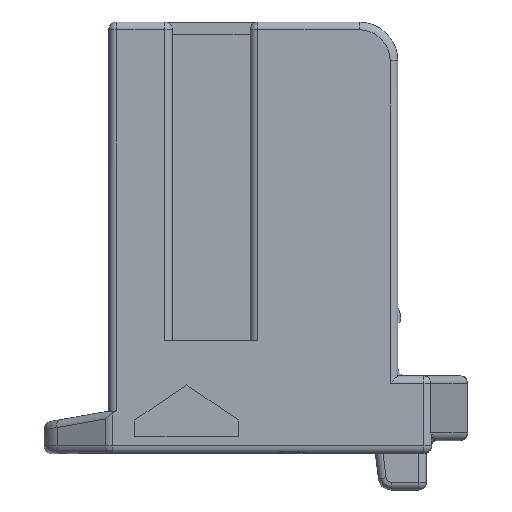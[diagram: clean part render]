
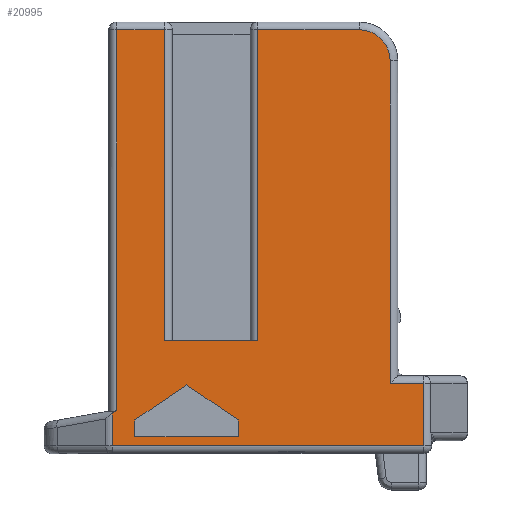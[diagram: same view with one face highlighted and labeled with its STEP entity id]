
A CAD part, left-side view. The second image highlights one B-rep face of the part: STEP entity #20995.
In plain terms, the highlighted planar face has unit normal (-1, 0, 0).
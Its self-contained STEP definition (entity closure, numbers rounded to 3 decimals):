
#3378=DIRECTION('',(0.,-1.,0.));
#3379=VECTOR('',#3378,1.3);
#3380=CARTESIAN_POINT('',(-2.2,-4.525,-13.95));
#3381=LINE('',#3380,#3379);
#3382=DIRECTION('',(0.,0.,-1.));
#3383=VECTOR('',#3382,2.4);
#3384=CARTESIAN_POINT('',(-2.2,-5.825,-13.95));
#3385=LINE('',#3384,#3383);
#3386=DIRECTION('',(0.,-1.,0.));
#3387=VECTOR('',#3386,12.016);
#3388=CARTESIAN_POINT('',(-2.2,6.191,-16.35));
#3389=LINE('',#3388,#3387);
#3390=DIRECTION('',(0.,0.,-1.));
#3391=VECTOR('',#3390,1.272);
#3392=CARTESIAN_POINT('',(-2.2,6.191,-15.078));
#3393=LINE('',#3392,#3391);
#3394=CARTESIAN_POINT('',(-2.2,6.025,-14.985));
#3395=CARTESIAN_POINT('',(-2.2,6.084,-15.01));
#3396=CARTESIAN_POINT('',(-2.2,6.14,-15.04));
#3397=CARTESIAN_POINT('',(-2.2,6.191,-15.078));
#3399=DIRECTION('',(0.,-1.,0.));
#3400=VECTOR('',#3399,1.85);
#3401=CARTESIAN_POINT('',(-2.2,6.025,-0.3));
#3402=LINE('',#3401,#3400);
#3403=DIRECTION('',(0.,0.,1.));
#3404=VECTOR('',#3403,12.);
#3405=CARTESIAN_POINT('',(-2.2,4.175,-12.3));
#3406=LINE('',#3405,#3404);
#3407=DIRECTION('',(0.,0.,-1.));
#3408=VECTOR('',#3407,12.);
#3409=CARTESIAN_POINT('',(-2.2,0.575,-0.3));
#3410=LINE('',#3409,#3408);
#3411=DIRECTION('',(0.,-1.,0.));
#3412=VECTOR('',#3411,3.9);
#3413=CARTESIAN_POINT('',(-2.2,0.575,-0.3));
#3414=LINE('',#3413,#3412);
#3415=CARTESIAN_POINT('',(-2.2,-3.325,-1.5));
#3416=DIRECTION('',(1.,0.,0.));
#3417=DIRECTION('',(0.,0.,1.));
#3418=AXIS2_PLACEMENT_3D('',#3415,#3416,#3417);
#3420=DIRECTION('',(0.,-1.,0.));
#3421=VECTOR('',#3420,4.);
#3422=CARTESIAN_POINT('',(-2.2,5.325,-16.));
#3423=LINE('',#3422,#3421);
#3424=DIRECTION('',(0.,0.,1.));
#3425=VECTOR('',#3424,0.65);
#3426=CARTESIAN_POINT('',(-2.2,1.325,-16.));
#3427=LINE('',#3426,#3425);
#3428=DIRECTION('',(0.,0.829,0.559));
#3429=VECTOR('',#3428,2.413);
#3430=CARTESIAN_POINT('',(-2.2,1.325,-15.35));
#3431=LINE('',#3430,#3429);
#3432=DIRECTION('',(0.,0.829,-0.559));
#3433=VECTOR('',#3432,2.413);
#3434=CARTESIAN_POINT('',(-2.2,3.325,-14.));
#3435=LINE('',#3434,#3433);
#3436=DIRECTION('',(0.,0.,-1.));
#3437=VECTOR('',#3436,0.65);
#3438=CARTESIAN_POINT('',(-2.2,5.325,-15.35));
#3439=LINE('',#3438,#3437);
#3445=CARTESIAN_POINT('',(-2.2,6.191,-15.078));
#3462=CARTESIAN_POINT('',(-2.2,6.025,-14.985));
#6816=DIRECTION('',(0.,1.,0.));
#6817=VECTOR('',#6816,3.6);
#6818=CARTESIAN_POINT('',(-2.2,0.575,-12.3));
#6819=LINE('',#6818,#6817);
#9098=DIRECTION('',(0.,0.,1.));
#9099=VECTOR('',#9098,12.45);
#9100=CARTESIAN_POINT('',(-2.2,-4.525,-13.95));
#9101=LINE('',#9100,#9099);
#9447=DIRECTION('',(0.,0.,-1.));
#9448=VECTOR('',#9447,14.685);
#9449=CARTESIAN_POINT('',(-2.2,6.025,-0.3));
#9450=LINE('',#9449,#9448);
#12864=CARTESIAN_POINT('',(-2.2,-3.325,-0.3));
#12865=CARTESIAN_POINT('',(-2.2,-4.525,-1.5));
#12866=VERTEX_POINT('',#12864);
#12867=VERTEX_POINT('',#12865);
#12904=CARTESIAN_POINT('',(-2.2,6.025,-0.3));
#12906=VERTEX_POINT('',#12904);
#12927=VERTEX_POINT('',#3462);
#12937=VERTEX_POINT('',#3445);
#12938=CARTESIAN_POINT('',(-2.2,6.191,-16.35));
#12939=VERTEX_POINT('',#12938);
#14550=CARTESIAN_POINT('',(-2.2,4.175,-0.3));
#14551=VERTEX_POINT('',#14550);
#14552=CARTESIAN_POINT('',(-2.2,4.175,-12.3));
#14553=VERTEX_POINT('',#14552);
#14560=CARTESIAN_POINT('',(-2.2,0.575,-0.3));
#14561=CARTESIAN_POINT('',(-2.2,0.575,-12.3));
#14562=VERTEX_POINT('',#14560);
#14563=VERTEX_POINT('',#14561);
#15360=CARTESIAN_POINT('',(-2.2,-5.825,-16.35));
#15361=VERTEX_POINT('',#15360);
#15717=CARTESIAN_POINT('',(-2.2,-5.825,-13.95));
#15718=VERTEX_POINT('',#15717);
#15721=CARTESIAN_POINT('',(-2.2,-4.525,-13.95));
#15722=VERTEX_POINT('',#15721);
#16008=CARTESIAN_POINT('',(-2.2,5.325,-16.));
#16009=CARTESIAN_POINT('',(-2.2,1.325,-16.));
#16010=VERTEX_POINT('',#16008);
#16011=VERTEX_POINT('',#16009);
#16012=CARTESIAN_POINT('',(-2.2,1.325,-15.35));
#16013=VERTEX_POINT('',#16012);
#16014=CARTESIAN_POINT('',(-2.2,3.325,-14.));
#16015=VERTEX_POINT('',#16014);
#16016=CARTESIAN_POINT('',(-2.2,5.325,-15.35));
#16017=VERTEX_POINT('',#16016);
#20953=CARTESIAN_POINT('',(-2.2,-2.125,-16.65));
#20954=DIRECTION('',(-1.,0.,0.));
#20955=DIRECTION('',(0.,1.,0.));
#20956=AXIS2_PLACEMENT_3D('',#20953,#20954,#20955);
#20957=PLANE('',#20956);
#20958=ORIENTED_EDGE('',*,*,#20935,.T.);
#20959=ORIENTED_EDGE('',*,*,#20643,.T.);
#20960=ORIENTED_EDGE('',*,*,#19043,.F.);
#20962=ORIENTED_EDGE('',*,*,#20961,.F.);
#20964=ORIENTED_EDGE('',*,*,#20963,.F.);
#20966=ORIENTED_EDGE('',*,*,#20965,.F.);
#20968=ORIENTED_EDGE('',*,*,#20967,.T.);
#20970=ORIENTED_EDGE('',*,*,#20969,.F.);
#20972=ORIENTED_EDGE('',*,*,#20971,.F.);
#20974=ORIENTED_EDGE('',*,*,#20973,.F.);
#20976=ORIENTED_EDGE('',*,*,#20975,.T.);
#20978=ORIENTED_EDGE('',*,*,#20977,.T.);
#20980=ORIENTED_EDGE('',*,*,#20979,.F.);
#20981=EDGE_LOOP('',(#20958,#20959,#20960,#20962,#20964,#20966,#20968,#20970,
#20972,#20974,#20976,#20978,#20980));
#20982=FACE_OUTER_BOUND('',#20981,.F.);
#20984=ORIENTED_EDGE('',*,*,#20983,.T.);
#20986=ORIENTED_EDGE('',*,*,#20985,.T.);
#20988=ORIENTED_EDGE('',*,*,#20987,.T.);
#20990=ORIENTED_EDGE('',*,*,#20989,.T.);
#20992=ORIENTED_EDGE('',*,*,#20991,.T.);
#20993=EDGE_LOOP('',(#20984,#20986,#20988,#20990,#20992));
#20994=FACE_BOUND('',#20993,.F.);
#20995=ADVANCED_FACE('',(#20982,#20994),#20957,.T.);
#3398=B_SPLINE_CURVE_WITH_KNOTS('',3,(#3394,#3395,#3396,#3397),.UNSPECIFIED.,
.F.,.F.,(4,4),(0.,1.),.UNSPECIFIED.);
#3419=CIRCLE('',#3418,1.2);
#19043=EDGE_CURVE('',#12939,#15361,#3389,.T.);
#20643=EDGE_CURVE('',#15718,#15361,#3385,.T.);
#20935=EDGE_CURVE('',#15722,#15718,#3381,.T.);
#20961=EDGE_CURVE('',#12937,#12939,#3393,.T.);
#20963=EDGE_CURVE('',#12927,#12937,#3398,.T.);
#20965=EDGE_CURVE('',#12906,#12927,#9450,.T.);
#20967=EDGE_CURVE('',#12906,#14551,#3402,.T.);
#20969=EDGE_CURVE('',#14553,#14551,#3406,.T.);
#20971=EDGE_CURVE('',#14563,#14553,#6819,.T.);
#20973=EDGE_CURVE('',#14562,#14563,#3410,.T.);
#20975=EDGE_CURVE('',#14562,#12866,#3414,.T.);
#20977=EDGE_CURVE('',#12866,#12867,#3419,.T.);
#20979=EDGE_CURVE('',#15722,#12867,#9101,.T.);
#20983=EDGE_CURVE('',#16010,#16011,#3423,.T.);
#20985=EDGE_CURVE('',#16011,#16013,#3427,.T.);
#20987=EDGE_CURVE('',#16013,#16015,#3431,.T.);
#20989=EDGE_CURVE('',#16015,#16017,#3435,.T.);
#20991=EDGE_CURVE('',#16017,#16010,#3439,.T.);
